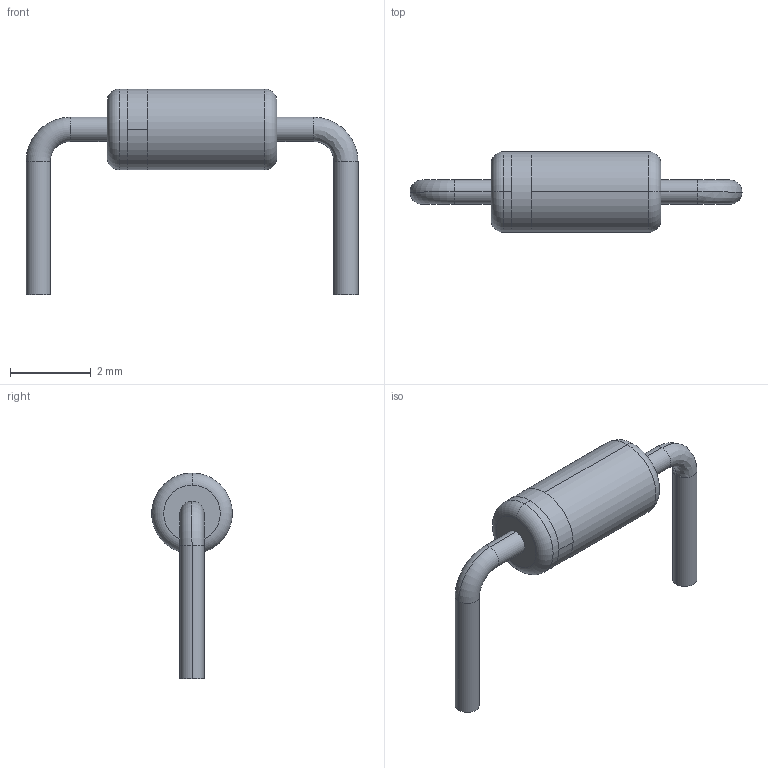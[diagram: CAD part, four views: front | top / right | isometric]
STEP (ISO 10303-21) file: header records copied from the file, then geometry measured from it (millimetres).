
FILE_DESCRIPTION((''),'2;1');
FILE_NAME('E-103.stp','2011-11-24T19:30:03',(''),(''),'Mechanical Desktop 2011','Mechanical Desktop 2011',', , ');
FILE_SCHEMA(('AUTOMOTIVE_DESIGN { 1 2 10303 214 1 1 1 1 }'));
Length unit declared in the file: millimetre
Products named in the file (1): Product
Bounding box: 8.22 x 2 x 5.1 mm (x, y, z)
Volume: 16.1 mm3; surface area: 65.3 mm2
Topology: 5 solids, 5 shells, 32 faces, 56 edges, 34 vertices
Faces by surface type: cylinder 10, plane 8, bspline 8, torus 6
Entity records: 969 total; most frequent: CARTESIAN_POINT 285, DIRECTION 148, ORIENTED_EDGE 112, AXIS2_PLACEMENT_3D 67, EDGE_CURVE 56, CIRCLE 42, VERTEX_POINT 34, EDGE_LOOP 32
